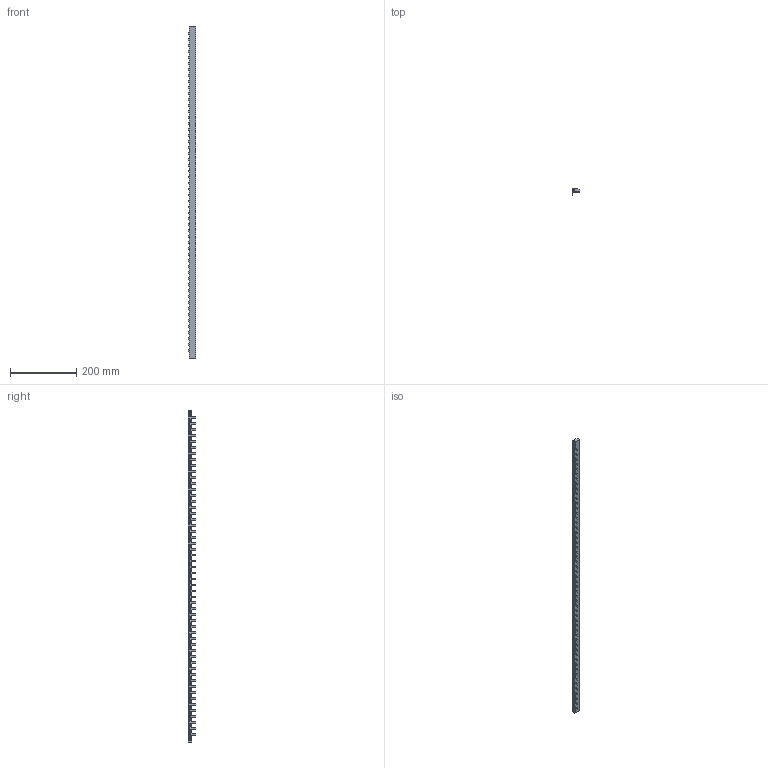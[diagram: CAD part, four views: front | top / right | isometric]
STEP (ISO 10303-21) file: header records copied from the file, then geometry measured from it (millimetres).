
FILE_DESCRIPTION (( 'STEP AP203' ), '1' );
FILE_NAME ('YNS21-3-063 Øèíà ñîåäèíèòåëüíàÿ òèïà PIN (øòûðü) 3Ð 63À (äë.1ì) ÈÝÊ.STEP', '2016-09-02T11:28:25', ( '' ), ( '' ), 'SwSTEP 2.0', 'SolidWorks 2014', '' );
FILE_SCHEMA (( 'CONFIG_CONTROL_DESIGN' ));
Length unit declared in the file: millimetre
Products named in the file (1): YNS21-3-063 Øèíà ñîåäèíèòåëüíàÿ òèïà PIN (øòûðü) 3Ð 63À (äë.1ì) ÈÝÊ
Bounding box: 21.8 x 22.3 x 1000 mm (x, y, z)
Volume: 195506.3 mm3; surface area: 88202.7 mm2
Topology: 1 solids, 1 shells, 559 faces, 1455 edges, 898 vertices
Faces by surface type: plane 559
Entity records: 16538 total; most frequent: CARTESIAN_POINT 2913, ORIENTED_EDGE 2910, DIRECTION 2575, VECTOR 1455, EDGE_CURVE 1455, LINE 1455, VERTEX_POINT 898, AXIS2_PLACEMENT_3D 560
